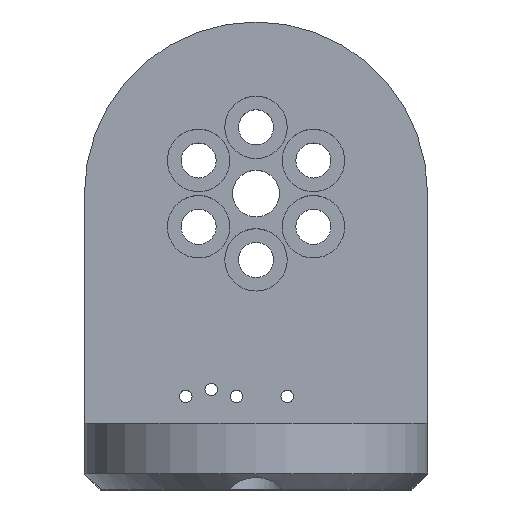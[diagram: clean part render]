
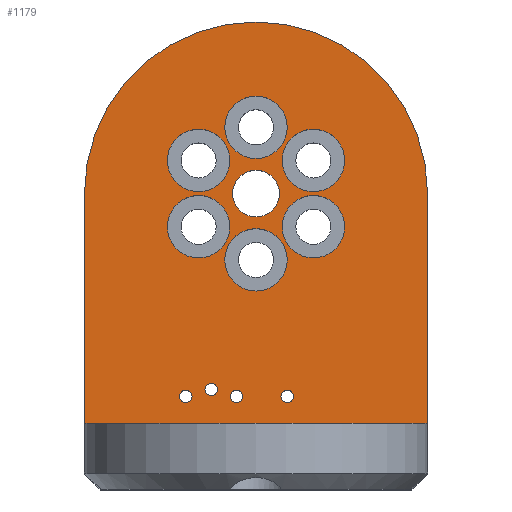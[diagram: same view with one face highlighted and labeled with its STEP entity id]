
A CAD part, top view. The second image highlights one B-rep face of the part: STEP entity #1179.
In plain terms, the highlighted planar face has unit normal (0, 0, 1).
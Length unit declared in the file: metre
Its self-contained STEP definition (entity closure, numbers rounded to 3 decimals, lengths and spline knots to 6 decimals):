
#97=LINE('',#1889,#129);
#98=LINE('',#1892,#130);
#99=LINE('',#1894,#131);
#129=VECTOR('',#1493,1.);
#130=VECTOR('',#1494,1.);
#131=VECTOR('',#1495,1.);
#163=ORIENTED_EDGE('',*,*,#423,.T.);
#164=ORIENTED_EDGE('',*,*,#424,.T.);
#165=ORIENTED_EDGE('',*,*,#425,.T.);
#166=ORIENTED_EDGE('',*,*,#426,.T.);
#167=ORIENTED_EDGE('',*,*,#427,.T.);
#168=ORIENTED_EDGE('',*,*,#428,.T.);
#169=ORIENTED_EDGE('',*,*,#429,.T.);
#170=ORIENTED_EDGE('',*,*,#430,.T.);
#171=ORIENTED_EDGE('',*,*,#431,.T.);
#172=ORIENTED_EDGE('',*,*,#432,.T.);
#173=ORIENTED_EDGE('',*,*,#433,.T.);
#174=ORIENTED_EDGE('',*,*,#434,.T.);
#175=ORIENTED_EDGE('',*,*,#435,.T.);
#176=ORIENTED_EDGE('',*,*,#436,.F.);
#177=ORIENTED_EDGE('',*,*,#437,.T.);
#423=EDGE_CURVE('',#553,#553,#678,.F.);
#424=EDGE_CURVE('',#554,#554,#679,.F.);
#425=EDGE_CURVE('',#555,#555,#680,.F.);
#426=EDGE_CURVE('',#556,#556,#681,.F.);
#427=EDGE_CURVE('',#557,#557,#682,.F.);
#428=EDGE_CURVE('',#558,#558,#683,.T.);
#429=EDGE_CURVE('',#559,#559,#684,.T.);
#430=EDGE_CURVE('',#560,#560,#685,.T.);
#431=EDGE_CURVE('',#561,#561,#686,.T.);
#432=EDGE_CURVE('',#562,#562,#687,.T.);
#433=EDGE_CURVE('',#563,#563,#688,.T.);
#434=EDGE_CURVE('',#564,#565,#97,.T.);
#435=EDGE_CURVE('',#565,#566,#98,.T.);
#436=EDGE_CURVE('',#567,#566,#99,.T.);
#437=EDGE_CURVE('',#567,#564,#689,.T.);
#553=VERTEX_POINT('',#1868);
#554=VERTEX_POINT('',#1870);
#555=VERTEX_POINT('',#1872);
#556=VERTEX_POINT('',#1874);
#557=VERTEX_POINT('',#1876);
#558=VERTEX_POINT('',#1878);
#559=VERTEX_POINT('',#1880);
#560=VERTEX_POINT('',#1882);
#561=VERTEX_POINT('',#1884);
#562=VERTEX_POINT('',#1886);
#563=VERTEX_POINT('',#1888);
#564=VERTEX_POINT('',#1890);
#565=VERTEX_POINT('',#1891);
#566=VERTEX_POINT('',#1893);
#567=VERTEX_POINT('',#1895);
#678=CIRCLE('',#1281,0.0008);
#679=CIRCLE('',#1282,0.0008);
#680=CIRCLE('',#1283,0.0008);
#681=CIRCLE('',#1284,0.0008);
#682=CIRCLE('',#1285,0.003);
#683=CIRCLE('',#1286,0.004);
#684=CIRCLE('',#1287,0.004);
#685=CIRCLE('',#1288,0.004);
#686=CIRCLE('',#1289,0.004);
#687=CIRCLE('',#1290,0.004);
#688=CIRCLE('',#1291,0.004);
#689=CIRCLE('',#1292,0.022);
#771=EDGE_LOOP('',(#163));
#772=EDGE_LOOP('',(#164));
#773=EDGE_LOOP('',(#165));
#774=EDGE_LOOP('',(#166));
#775=EDGE_LOOP('',(#167));
#776=EDGE_LOOP('',(#168));
#777=EDGE_LOOP('',(#169));
#778=EDGE_LOOP('',(#170));
#779=EDGE_LOOP('',(#171));
#780=EDGE_LOOP('',(#172));
#781=EDGE_LOOP('',(#173));
#782=EDGE_LOOP('',(#174,#175,#176,#177));
#956=FACE_BOUND('',#771,.T.);
#957=FACE_BOUND('',#772,.T.);
#958=FACE_BOUND('',#773,.T.);
#959=FACE_BOUND('',#774,.T.);
#960=FACE_BOUND('',#775,.T.);
#961=FACE_BOUND('',#776,.T.);
#962=FACE_BOUND('',#777,.T.);
#963=FACE_BOUND('',#778,.T.);
#964=FACE_BOUND('',#779,.T.);
#965=FACE_BOUND('',#780,.T.);
#966=FACE_BOUND('',#781,.T.);
#967=FACE_BOUND('',#782,.T.);
#1155=PLANE('',#1280);
#1179=ADVANCED_FACE('',(#956,#957,#958,#959,#960,#961,#962,#963,#964,#965,
#966,#967),#1155,.T.);
#1280=AXIS2_PLACEMENT_3D('',#1866,#1469,#1470);
#1281=AXIS2_PLACEMENT_3D('',#1867,#1471,#1472);
#1282=AXIS2_PLACEMENT_3D('',#1869,#1473,#1474);
#1283=AXIS2_PLACEMENT_3D('',#1871,#1475,#1476);
#1284=AXIS2_PLACEMENT_3D('',#1873,#1477,#1478);
#1285=AXIS2_PLACEMENT_3D('',#1875,#1479,#1480);
#1286=AXIS2_PLACEMENT_3D('',#1877,#1481,#1482);
#1287=AXIS2_PLACEMENT_3D('',#1879,#1483,#1484);
#1288=AXIS2_PLACEMENT_3D('',#1881,#1485,#1486);
#1289=AXIS2_PLACEMENT_3D('',#1883,#1487,#1488);
#1290=AXIS2_PLACEMENT_3D('',#1885,#1489,#1490);
#1291=AXIS2_PLACEMENT_3D('',#1887,#1491,#1492);
#1292=AXIS2_PLACEMENT_3D('',#1896,#1496,#1497);
#1469=DIRECTION('',(0.,0.,1.));
#1470=DIRECTION('',(1.,0.,0.));
#1471=DIRECTION('',(0.,0.,1.));
#1472=DIRECTION('',(1.,0.,0.));
#1473=DIRECTION('',(0.,0.,1.));
#1474=DIRECTION('',(1.,0.,0.));
#1475=DIRECTION('',(0.,0.,1.));
#1476=DIRECTION('',(1.,0.,0.));
#1477=DIRECTION('',(0.,0.,1.));
#1478=DIRECTION('',(1.,0.,0.));
#1479=DIRECTION('',(0.,0.,1.));
#1480=DIRECTION('',(1.,0.,0.));
#1481=DIRECTION('',(0.,0.,-1.));
#1482=DIRECTION('',(-1.,0.,0.));
#1483=DIRECTION('',(0.,0.,-1.));
#1484=DIRECTION('',(-1.,0.,0.));
#1485=DIRECTION('',(0.,0.,-1.));
#1486=DIRECTION('',(-1.,0.,0.));
#1487=DIRECTION('',(0.,0.,-1.));
#1488=DIRECTION('',(-1.,0.,0.));
#1489=DIRECTION('',(0.,0.,-1.));
#1490=DIRECTION('',(-1.,0.,0.));
#1491=DIRECTION('',(0.,0.,-1.));
#1492=DIRECTION('',(-1.,0.,0.));
#1493=DIRECTION('',(0.,-1.,0.));
#1494=DIRECTION('',(1.,0.,0.));
#1495=DIRECTION('',(0.,-1.,0.));
#1496=DIRECTION('',(0.,0.,1.));
#1497=DIRECTION('',(1.,0.,0.));
#1866=CARTESIAN_POINT('',(0.,0.,0.012));
#1867=CARTESIAN_POINT('',(-0.0025,-0.026,0.012));
#1868=CARTESIAN_POINT('',(-0.0017,-0.026,0.012));
#1869=CARTESIAN_POINT('',(-0.00575,-0.025129,0.012));
#1870=CARTESIAN_POINT('',(-0.00495,-0.025129,0.012));
#1871=CARTESIAN_POINT('',(-0.009,-0.026,0.012));
#1872=CARTESIAN_POINT('',(-0.0082,-0.026,0.012));
#1873=CARTESIAN_POINT('',(0.004,-0.026,0.012));
#1874=CARTESIAN_POINT('',(0.0048,-0.026,0.012));
#1875=CARTESIAN_POINT('',(0.,0.,0.012));
#1876=CARTESIAN_POINT('',(0.003,0.,0.012));
#1877=CARTESIAN_POINT('',(0.,-0.0085,0.012));
#1878=CARTESIAN_POINT('',(-0.004,-0.0085,0.012));
#1879=CARTESIAN_POINT('',(-0.007361,-0.00425,0.012));
#1880=CARTESIAN_POINT('',(-0.011361,-0.00425,0.012));
#1881=CARTESIAN_POINT('',(0.007361,-0.00425,0.012));
#1882=CARTESIAN_POINT('',(0.003361,-0.00425,0.012));
#1883=CARTESIAN_POINT('',(0.007361,0.00425,0.012));
#1884=CARTESIAN_POINT('',(0.003361,0.00425,0.012));
#1885=CARTESIAN_POINT('',(-0.007361,0.00425,0.012));
#1886=CARTESIAN_POINT('',(-0.011361,0.00425,0.012));
#1887=CARTESIAN_POINT('',(0.,0.0085,0.012));
#1888=CARTESIAN_POINT('',(-0.004,0.0085,0.012));
#1889=CARTESIAN_POINT('',(-0.022,-0.019,0.012));
#1890=CARTESIAN_POINT('',(-0.022,0.,0.012));
#1891=CARTESIAN_POINT('',(-0.022,-0.0295,0.012));
#1892=CARTESIAN_POINT('',(0.,-0.0295,0.012));
#1893=CARTESIAN_POINT('',(0.022,-0.0295,0.012));
#1894=CARTESIAN_POINT('',(0.022,-0.019,0.012));
#1895=CARTESIAN_POINT('',(0.022,0.,0.012));
#1896=CARTESIAN_POINT('',(0.,0.,0.012));
